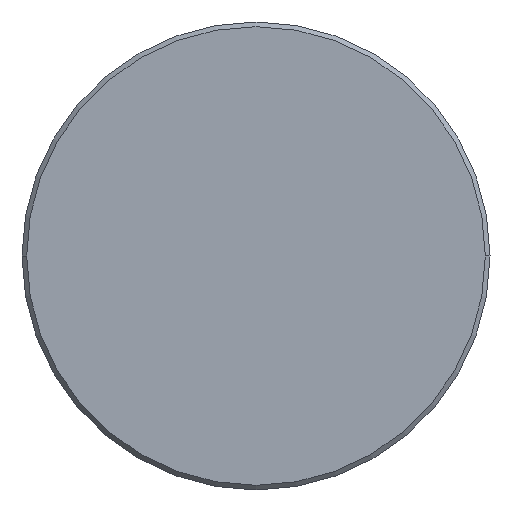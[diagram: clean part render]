
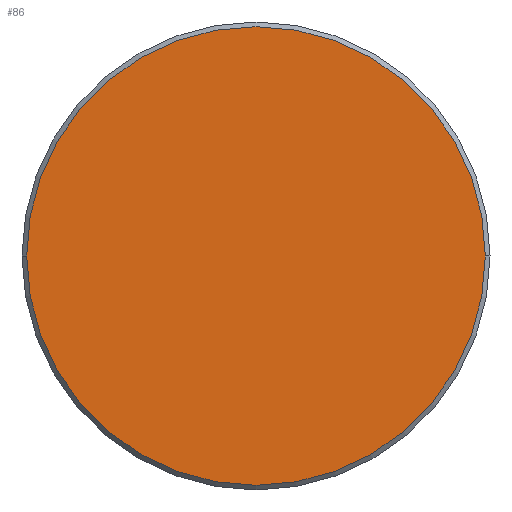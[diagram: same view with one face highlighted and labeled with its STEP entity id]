
A CAD part, left-side view. The second image highlights one B-rep face of the part: STEP entity #86.
In plain terms, the highlighted planar face has unit normal (-1, 0, 0).
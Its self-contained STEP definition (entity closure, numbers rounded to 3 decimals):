
#23 = CIRCLE ( 'NONE', #351, 14.7 ) ;
#35 = CIRCLE ( 'NONE', #387, 14.7 ) ;
#54 = VERTEX_POINT ( 'NONE', #148 ) ;
#64 = CARTESIAN_POINT ( 'NONE',  ( -146.5, -14.7, 0. ) ) ;
#71 = ORIENTED_EDGE ( 'NONE', *, *, #92, .T. ) ;
#86 = ADVANCED_FACE ( 'NONE', ( #362 ), #355, .F. ) ;
#92 = EDGE_CURVE ( 'NONE', #218, #54, #23, .T. ) ;
#125 = ORIENTED_EDGE ( 'NONE', *, *, #369, .T. ) ;
#148 = CARTESIAN_POINT ( 'NONE',  ( -146.5, 14.7, 0. ) ) ;
#164 = DIRECTION ( 'NONE',  ( -1., 0., 0. ) ) ;
#168 = EDGE_LOOP ( 'NONE', ( #125, #71 ) ) ;
#202 = AXIS2_PLACEMENT_3D ( 'NONE', #385, #213, #453 ) ;
#204 = DIRECTION ( 'NONE',  ( 0., 1., 0. ) ) ;
#213 = DIRECTION ( 'NONE',  ( 1., 0., 0. ) ) ;
#218 = VERTEX_POINT ( 'NONE', #64 ) ;
#233 = DIRECTION ( 'NONE',  ( -1., 0., 0. ) ) ;
#237 = CARTESIAN_POINT ( 'NONE',  ( -146.5, 0., 0. ) ) ;
#334 = CARTESIAN_POINT ( 'NONE',  ( -146.5, 0., 0. ) ) ;
#351 = AXIS2_PLACEMENT_3D ( 'NONE', #334, #164, #372 ) ;
#355 = PLANE ( 'NONE',  #202 ) ;
#362 = FACE_OUTER_BOUND ( 'NONE', #168, .T. ) ;
#369 = EDGE_CURVE ( 'NONE', #54, #218, #35, .T. ) ;
#372 = DIRECTION ( 'NONE',  ( 0., 1., 0. ) ) ;
#385 = CARTESIAN_POINT ( 'NONE',  ( -146.5, -14.876, 14.876 ) ) ;
#387 = AXIS2_PLACEMENT_3D ( 'NONE', #237, #233, #204 ) ;
#453 = DIRECTION ( 'NONE',  ( 0., 0., -1. ) ) ;
